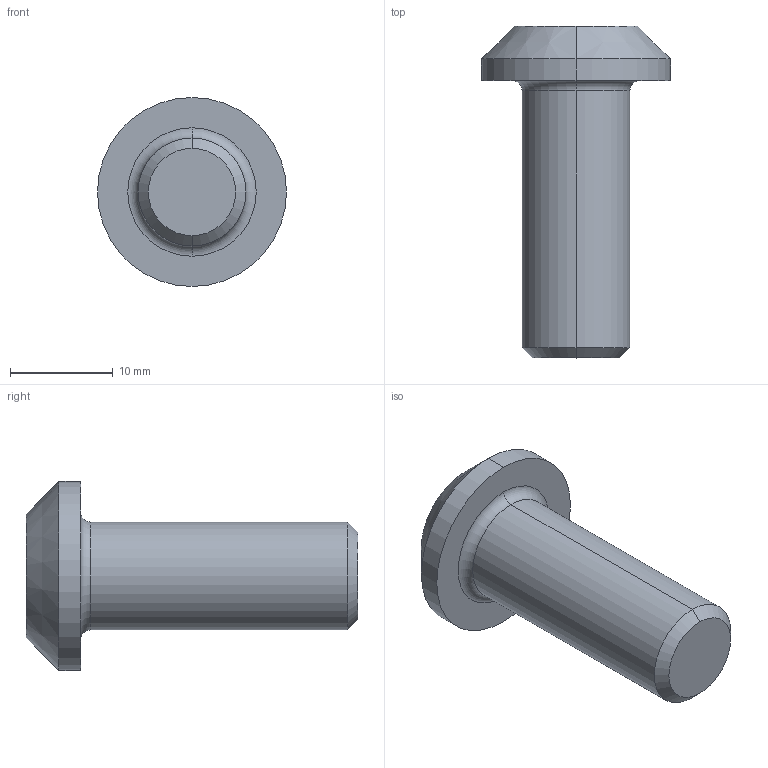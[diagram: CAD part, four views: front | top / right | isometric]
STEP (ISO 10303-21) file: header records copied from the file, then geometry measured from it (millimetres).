
FILE_DESCRIPTION (( 'STEP AP214' ), '1' );
FILE_NAME ('SNSD.30.50.22. 鎔艜 襜贀槻鍣 M10.8x30(E30).STEP', '2018-03-27T09:22:25', ( '' ), ( '' ), 'SwSTEP 2.0', 'SolidWorks 2018', '' );
FILE_SCHEMA (( 'AUTOMOTIVE_DESIGN' ));
Length unit declared in the file: millimetre
Products named in the file (2): SNSD.30.50.22. 鎔艜 襜贀槻鍣 M10.8x30(E30)
Bounding box: 18.4 x 32.3 x 18.4 mm (x, y, z)
Volume: 3207.8 mm3; surface area: 1725.6 mm2
Topology: 1 solids, 1 shells, 37 faces, 72 edges, 40 vertices
Faces by surface type: plane 17, cylinder 14, cone 4, torus 2
Entity records: 1001 total; most frequent: DIRECTION 186, CARTESIAN_POINT 151, ORIENTED_EDGE 144, AXIS2_PLACEMENT_3D 75, EDGE_CURVE 72, EDGE_LOOP 40, VERTEX_POINT 40, ADVANCED_FACE 37
